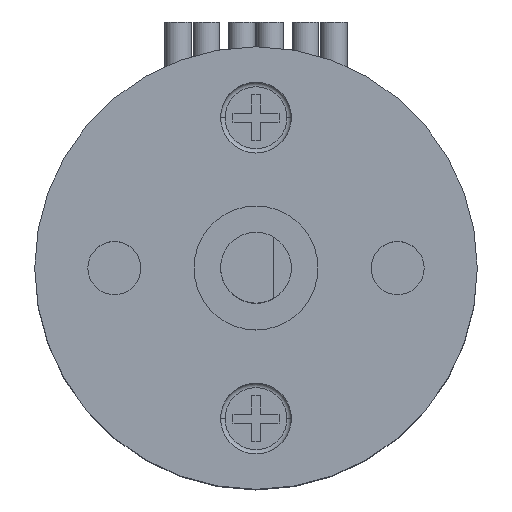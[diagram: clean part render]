
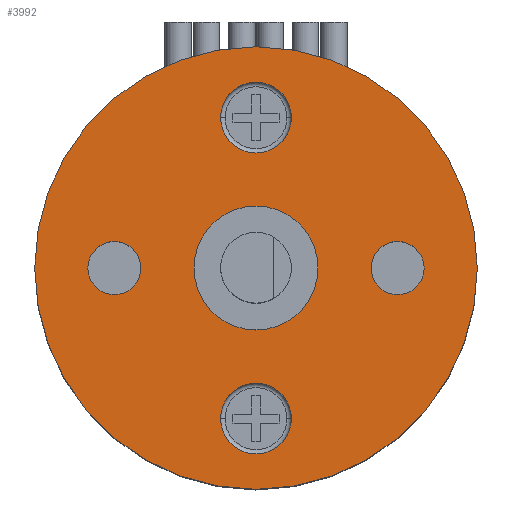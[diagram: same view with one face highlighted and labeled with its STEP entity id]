
A CAD part, top view. The second image highlights one B-rep face of the part: STEP entity #3992.
In plain terms, the highlighted face is planar.
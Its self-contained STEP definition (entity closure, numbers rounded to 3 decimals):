
#91 = EDGE_CURVE ( 'NONE', #1847, #489, #2450, .T. ) ;
#120 = CARTESIAN_POINT ( 'NONE',  ( -21., 0., -9.5 ) ) ;
#130 = ORIENTED_EDGE ( 'NONE', *, *, #2036, .T. ) ;
#146 = EDGE_CURVE ( 'NONE', #3157, #1605, #950, .T. ) ;
#158 = EDGE_LOOP ( 'NONE', ( #130, #2841 ) ) ;
#165 = EDGE_CURVE ( 'NONE', #2733, #667, #2807, .T. ) ;
#195 = CARTESIAN_POINT ( 'NONE',  ( -21., 0., 8. ) ) ;
#278 = CARTESIAN_POINT ( 'NONE',  ( -21., 8.5, 0. ) ) ;
#306 = AXIS2_PLACEMENT_3D ( 'NONE', #3570, #1885, #604 ) ;
#362 = DIRECTION ( 'NONE',  ( -1., 0., 0. ) ) ;
#419 = EDGE_CURVE ( 'NONE', #1375, #3110, #944, .T. ) ;
#489 = VERTEX_POINT ( 'NONE', #2556 ) ;
#531 = ORIENTED_EDGE ( 'NONE', *, *, #2809, .F. ) ;
#538 = ORIENTED_EDGE ( 'NONE', *, *, #4223, .F. ) ;
#563 = CARTESIAN_POINT ( 'NONE',  ( -21., 0., -3.5 ) ) ;
#565 = EDGE_CURVE ( 'NONE', #1605, #3157, #2745, .T. ) ;
#604 = DIRECTION ( 'NONE',  ( 0., 0., 1. ) ) ;
#620 = CARTESIAN_POINT ( 'NONE',  ( -21., 0., 12.5 ) ) ;
#633 = ORIENTED_EDGE ( 'NONE', *, *, #146, .F. ) ;
#667 = VERTEX_POINT ( 'NONE', #3546 ) ;
#702 = DIRECTION ( 'NONE',  ( -1., 0., 0. ) ) ;
#739 = AXIS2_PLACEMENT_3D ( 'NONE', #2836, #801, #2162 ) ;
#801 = DIRECTION ( 'NONE',  ( -1., 0., 0. ) ) ;
#885 = AXIS2_PLACEMENT_3D ( 'NONE', #278, #2268, #2290 ) ;
#888 = CARTESIAN_POINT ( 'NONE',  ( -21., 0., 3.5 ) ) ;
#917 = DIRECTION ( 'NONE',  ( 0., 0., 1. ) ) ;
#935 = FACE_BOUND ( 'NONE', #2537, .T. ) ;
#944 = CIRCLE ( 'NONE', #1086, 1.5 ) ;
#950 = CIRCLE ( 'NONE', #4086, 2. ) ;
#956 = PLANE ( 'NONE',  #1227 ) ;
#1086 = AXIS2_PLACEMENT_3D ( 'NONE', #1768, #362, #1726 ) ;
#1127 = DIRECTION ( 'NONE',  ( -1., 0., 0. ) ) ;
#1172 = CIRCLE ( 'NONE', #3443, 3.5 ) ;
#1216 = ORIENTED_EDGE ( 'NONE', *, *, #565, .F. ) ;
#1226 = DIRECTION ( 'NONE',  ( -1., 0., 0. ) ) ;
#1227 = AXIS2_PLACEMENT_3D ( 'NONE', #3995, #3282, #917 ) ;
#1266 = DIRECTION ( 'NONE',  ( 0., 0., 1. ) ) ;
#1283 = DIRECTION ( 'NONE',  ( -1., 0., 0. ) ) ;
#1310 = VERTEX_POINT ( 'NONE', #888 ) ;
#1375 = VERTEX_POINT ( 'NONE', #120 ) ;
#1551 = CARTESIAN_POINT ( 'NONE',  ( -21., 0., -6.5 ) ) ;
#1578 = CARTESIAN_POINT ( 'NONE',  ( -21., -8.5, 0. ) ) ;
#1590 = CARTESIAN_POINT ( 'NONE',  ( -21., -8.5, 0. ) ) ;
#1605 = VERTEX_POINT ( 'NONE', #2955 ) ;
#1658 = ORIENTED_EDGE ( 'NONE', *, *, #3074, .F. ) ;
#1663 = CIRCLE ( 'NONE', #306, 1.5 ) ;
#1712 = CARTESIAN_POINT ( 'NONE',  ( -21., 0., 0. ) ) ;
#1726 = DIRECTION ( 'NONE',  ( 0., 0., 1. ) ) ;
#1768 = CARTESIAN_POINT ( 'NONE',  ( -21., 0., -8. ) ) ;
#1818 = EDGE_CURVE ( 'NONE', #3110, #1375, #1663, .T. ) ;
#1845 = DIRECTION ( 'NONE',  ( -1., 0., 0. ) ) ;
#1847 = VERTEX_POINT ( 'NONE', #1974 ) ;
#1885 = DIRECTION ( 'NONE',  ( -1., 0., 0. ) ) ;
#1902 = AXIS2_PLACEMENT_3D ( 'NONE', #1590, #1226, #2879 ) ;
#1952 = FACE_BOUND ( 'NONE', #3702, .T. ) ;
#1970 = CARTESIAN_POINT ( 'NONE',  ( -21., 0., -12.5 ) ) ;
#1974 = CARTESIAN_POINT ( 'NONE',  ( -21., 0., 9.5 ) ) ;
#1997 = ORIENTED_EDGE ( 'NONE', *, *, #1818, .F. ) ;
#2032 = CIRCLE ( 'NONE', #2534, 3.5 ) ;
#2036 = EDGE_CURVE ( 'NONE', #4090, #4060, #2580, .T. ) ;
#2065 = EDGE_CURVE ( 'NONE', #4060, #4090, #3858, .T. ) ;
#2105 = DIRECTION ( 'NONE',  ( -1., 0., 0. ) ) ;
#2162 = DIRECTION ( 'NONE',  ( 0., 0., 1. ) ) ;
#2268 = DIRECTION ( 'NONE',  ( -1., 0., 0. ) ) ;
#2290 = DIRECTION ( 'NONE',  ( 0., 0., 1. ) ) ;
#2297 = ORIENTED_EDGE ( 'NONE', *, *, #3841, .F. ) ;
#2311 = DIRECTION ( 'NONE',  ( -1., 0., 0. ) ) ;
#2364 = CIRCLE ( 'NONE', #4354, 2. ) ;
#2450 = CIRCLE ( 'NONE', #2527, 1.5 ) ;
#2526 = CARTESIAN_POINT ( 'NONE',  ( -21., 8.5, 0. ) ) ;
#2527 = AXIS2_PLACEMENT_3D ( 'NONE', #195, #1845, #3202 ) ;
#2534 = AXIS2_PLACEMENT_3D ( 'NONE', #2628, #1283, #1266 ) ;
#2537 = EDGE_LOOP ( 'NONE', ( #538, #531 ) ) ;
#2556 = CARTESIAN_POINT ( 'NONE',  ( -21., 0., 6.5 ) ) ;
#2580 = CIRCLE ( 'NONE', #3784, 12.5 ) ;
#2628 = CARTESIAN_POINT ( 'NONE',  ( -21., 0., 0. ) ) ;
#2733 = VERTEX_POINT ( 'NONE', #3894 ) ;
#2745 = CIRCLE ( 'NONE', #1902, 2. ) ;
#2770 = VERTEX_POINT ( 'NONE', #563 ) ;
#2807 = CIRCLE ( 'NONE', #885, 2. ) ;
#2808 = DIRECTION ( 'NONE',  ( 0., 0., 1. ) ) ;
#2809 = EDGE_CURVE ( 'NONE', #1310, #2770, #2032, .T. ) ;
#2836 = CARTESIAN_POINT ( 'NONE',  ( -21., 0., 8. ) ) ;
#2841 = ORIENTED_EDGE ( 'NONE', *, *, #2065, .T. ) ;
#2879 = DIRECTION ( 'NONE',  ( 0., 0., 1. ) ) ;
#2923 = EDGE_LOOP ( 'NONE', ( #4250, #2297 ) ) ;
#2955 = CARTESIAN_POINT ( 'NONE',  ( -21., -8.5, 2. ) ) ;
#3008 = FACE_BOUND ( 'NONE', #3850, .T. ) ;
#3030 = FACE_BOUND ( 'NONE', #3846, .T. ) ;
#3070 = AXIS2_PLACEMENT_3D ( 'NONE', #3519, #1127, #2808 ) ;
#3074 = EDGE_CURVE ( 'NONE', #489, #1847, #3886, .T. ) ;
#3110 = VERTEX_POINT ( 'NONE', #1551 ) ;
#3157 = VERTEX_POINT ( 'NONE', #3597 ) ;
#3202 = DIRECTION ( 'NONE',  ( 0., 0., 1. ) ) ;
#3262 = DIRECTION ( 'NONE',  ( 0., 0., 1. ) ) ;
#3282 = DIRECTION ( 'NONE',  ( -1., 0., 0. ) ) ;
#3329 = DIRECTION ( 'NONE',  ( 0., 0., 1. ) ) ;
#3443 = AXIS2_PLACEMENT_3D ( 'NONE', #1712, #2105, #3761 ) ;
#3519 = CARTESIAN_POINT ( 'NONE',  ( -21., 0., 0. ) ) ;
#3546 = CARTESIAN_POINT ( 'NONE',  ( -21., 8.5, -2. ) ) ;
#3570 = CARTESIAN_POINT ( 'NONE',  ( -21., 0., -8. ) ) ;
#3597 = CARTESIAN_POINT ( 'NONE',  ( -21., -8.5, -2. ) ) ;
#3676 = DIRECTION ( 'NONE',  ( 0., 0., 1. ) ) ;
#3701 = FACE_BOUND ( 'NONE', #2923, .T. ) ;
#3702 = EDGE_LOOP ( 'NONE', ( #1216, #633 ) ) ;
#3761 = DIRECTION ( 'NONE',  ( 0., 0., 1. ) ) ;
#3763 = CARTESIAN_POINT ( 'NONE',  ( -21., 0., 0. ) ) ;
#3784 = AXIS2_PLACEMENT_3D ( 'NONE', #3763, #702, #3329 ) ;
#3807 = ORIENTED_EDGE ( 'NONE', *, *, #91, .F. ) ;
#3841 = EDGE_CURVE ( 'NONE', #667, #2733, #2364, .T. ) ;
#3846 = EDGE_LOOP ( 'NONE', ( #3807, #1658 ) ) ;
#3850 = EDGE_LOOP ( 'NONE', ( #1997, #4413 ) ) ;
#3858 = CIRCLE ( 'NONE', #3070, 12.5 ) ;
#3886 = CIRCLE ( 'NONE', #739, 1.5 ) ;
#3894 = CARTESIAN_POINT ( 'NONE',  ( -21., 8.5, 2. ) ) ;
#3992 = ADVANCED_FACE ( 'NONE', ( #3701, #1952, #3030, #3008, #935, #4016 ), #956, .T. ) ;
#3995 = CARTESIAN_POINT ( 'NONE',  ( -21., 0., 0. ) ) ;
#4016 = FACE_OUTER_BOUND ( 'NONE', #158, .T. ) ;
#4060 = VERTEX_POINT ( 'NONE', #620 ) ;
#4086 = AXIS2_PLACEMENT_3D ( 'NONE', #1578, #2311, #3676 ) ;
#4090 = VERTEX_POINT ( 'NONE', #1970 ) ;
#4191 = DIRECTION ( 'NONE',  ( -1., 0., 0. ) ) ;
#4223 = EDGE_CURVE ( 'NONE', #2770, #1310, #1172, .T. ) ;
#4250 = ORIENTED_EDGE ( 'NONE', *, *, #165, .F. ) ;
#4354 = AXIS2_PLACEMENT_3D ( 'NONE', #2526, #4191, #3262 ) ;
#4413 = ORIENTED_EDGE ( 'NONE', *, *, #419, .F. ) ;
